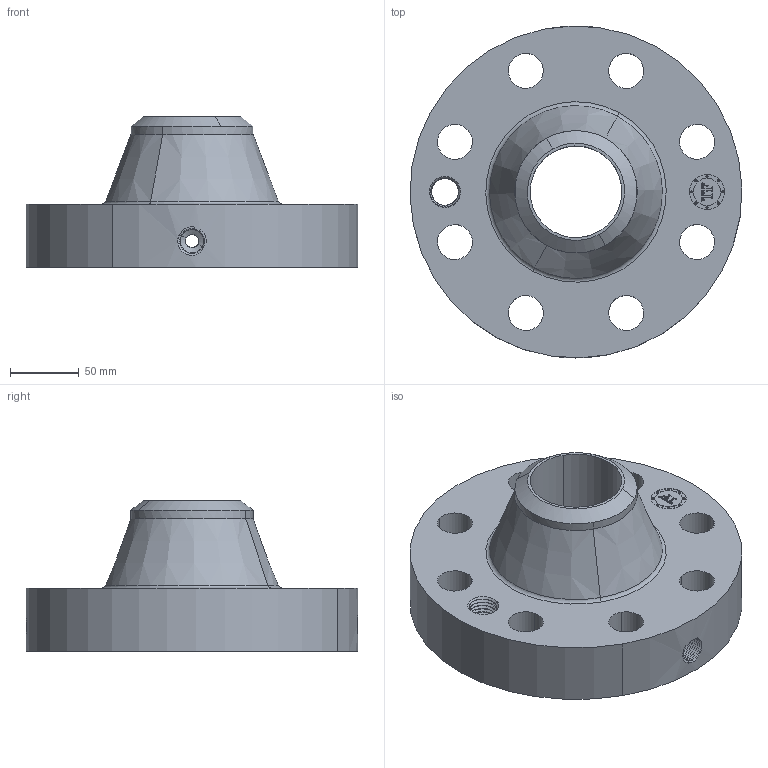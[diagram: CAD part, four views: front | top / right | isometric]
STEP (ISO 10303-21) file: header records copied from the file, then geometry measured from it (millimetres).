
FILE_DESCRIPTION(('3D STEP'),'2;1');
FILE_NAME('3-900-RTJ-WELD-NECK-160-ORIF-FLANGE.stp','2013-11-03T00:55:16+00:00',('Texas Flange'),(''),'CATIA Version 5 Release 20 SP 6 (IN-10)','CATIA V5 STEP AP214','800-826-3801');
FILE_SCHEMA(('AUTOMOTIVE_DESIGN { 1 0 10303 214 1 1 1 1 }'));
Length unit declared in the file: inch
Products named in the file (1): 3-900-RTJ-WELD-NECK-160-ORIF-FLANGE
Bounding box: 241.23 x 241.3 x 109.52 mm (x, y, z)
Volume: 2011910.7 mm3; surface area: 193120.4 mm2
Topology: 1 solids, 1 shells, 784 faces, 2124 edges, 1362 vertices
Faces by surface type: plane 370, bspline 258, cylinder 94, cone 52, torus 6, revolution 4
Entity records: 33003 total; most frequent: CARTESIAN_POINT 13595, ORIENTED_EDGE 4248, EDGE_CURVE 2124, DIRECTION 2090, VERTEX_POINT 1362, VECTOR 1187, LINE 1187, EDGE_LOOP 828
